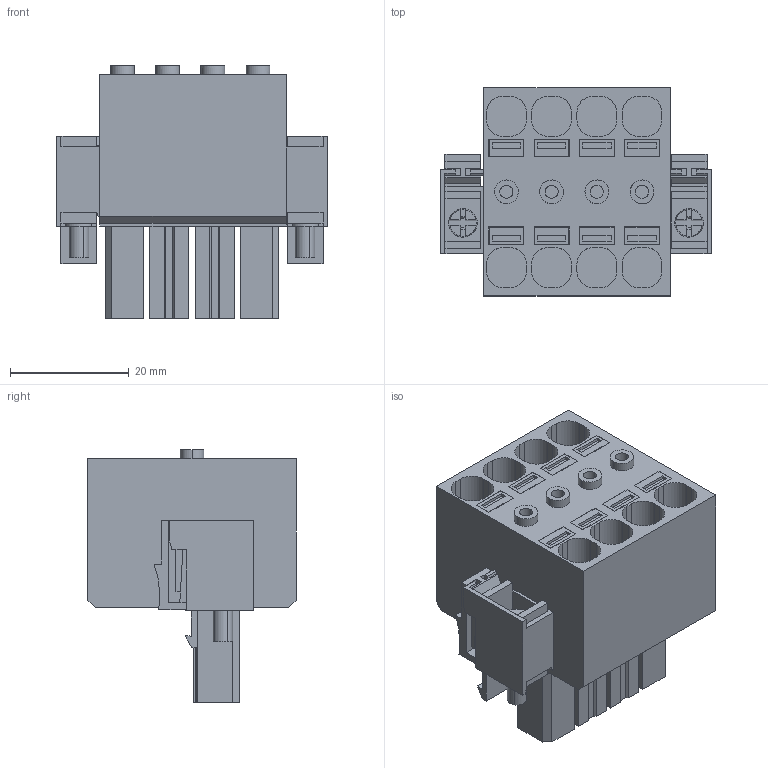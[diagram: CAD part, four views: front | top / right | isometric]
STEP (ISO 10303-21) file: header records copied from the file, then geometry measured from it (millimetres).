
FILE_DESCRIPTION(('CATIA V5 STEP Exchange','CAx-IF Rec.Pracs.--- Model Styling and Organization---1.4--- 2014-01-23'),'2;1');
FILE_NAME ('1208083-3_0_2720500000_2720500000.stp','2020-07-22T10:58:35+00:00',('none'),('Weidmueller'),'CATIA Version 5-6 Release 2016','CATIA V5 STEP AP214','none');
FILE_SCHEMA(('AUTOMOTIVE_DESIGN { 1 0 10303 214 1 1 1 1 }'));
Length unit declared in the file: millimetre
Products named in the file (1): 2720500000
Bounding box: 45.72 x 35.05 x 42.58 mm (x, y, z)
Volume: 30535.6 mm3; surface area: 15210.3 mm2
Topology: 13 solids, 13 shells, 636 faces, 1648 edges, 1097 vertices
Faces by surface type: plane 562, cylinder 70, cone 4
Entity records: 19097 total; most frequent: CARTESIAN_POINT 3648, ORIENTED_EDGE 3296, DIRECTION 2569, EDGE_CURVE 1648, VECTOR 1472, LINE 1472, VERTEX_POINT 1097, EDGE_LOOP 703
